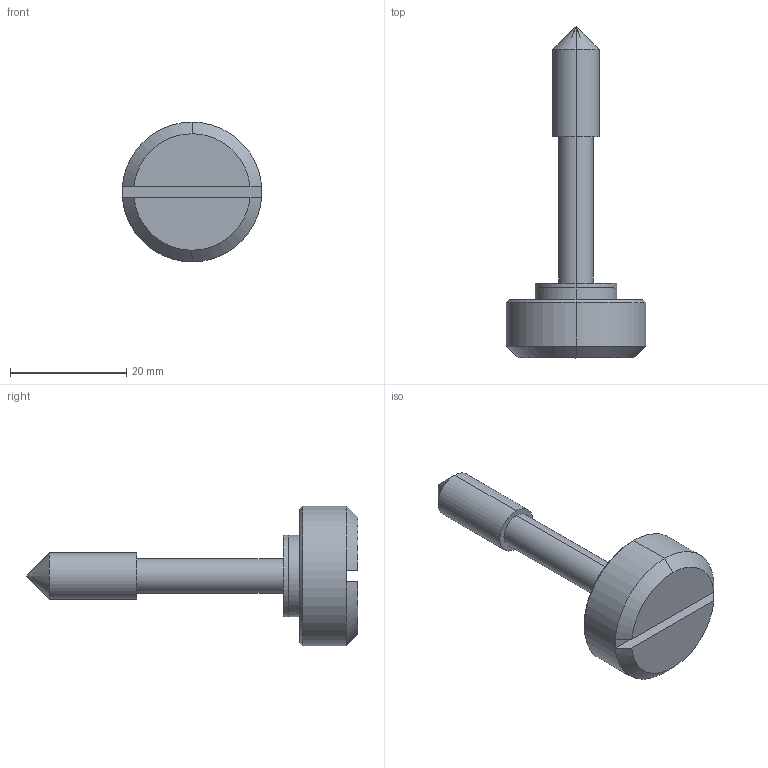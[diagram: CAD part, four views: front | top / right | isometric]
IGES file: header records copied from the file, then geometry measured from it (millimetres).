
Start section: ------------------------------------------------------------------------
Global section: file name: PC007.70240.TL_453SUS_845_26438.igs; native system: spGate; preprocessor: ver19.8.4 (****-****-****-****); author: Unknown; organization: Unknown; date: 250307.160155; units: millimetre
Bounding box: 23.97 x 57 x 24 mm (x, y, z)
Volume: 6259.2 mm3; surface area: 2925.1 mm2
Topology: 2 solids, 2 shells, 42 faces, 102 edges, 65 vertices
Faces by surface type: bspline 42
